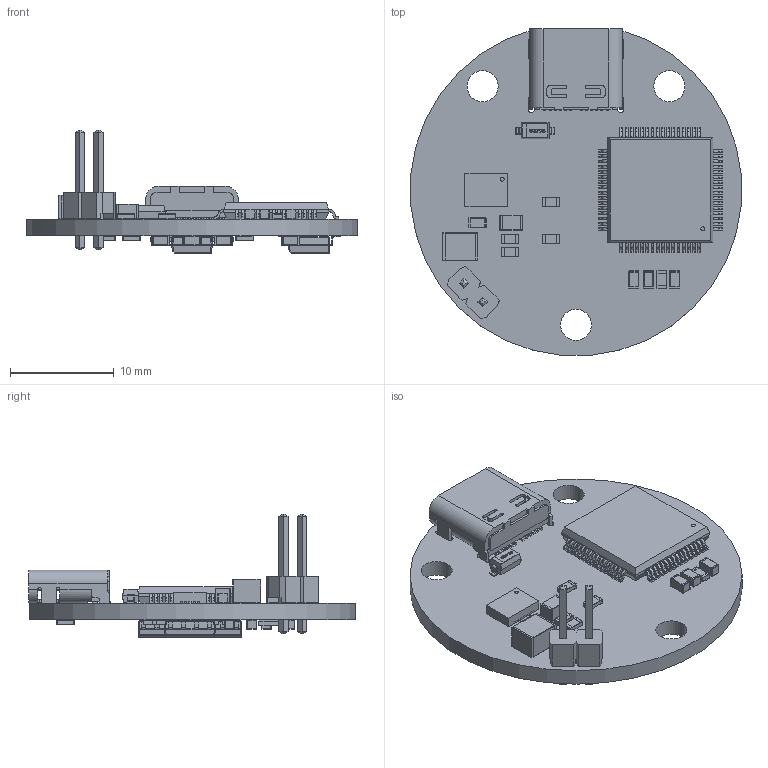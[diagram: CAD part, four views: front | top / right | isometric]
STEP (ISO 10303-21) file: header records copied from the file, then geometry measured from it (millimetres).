
FILE_DESCRIPTION(('Open CASCADE Model'),'2;1');
FILE_NAME('Open CASCADE Shape Model','2024-03-24T02:05:59',('Author'),( 'Open CASCADE'),'Open CASCADE STEP processor 7.5','Open CASCADE 7.5' ,'Unknown');
FILE_SCHEMA(('AUTOMOTIVE_DESIGN { 1 0 10303 214 1 1 1 1 }'));
Length unit declared in the file: millimetre
Products named in the file (100): PCB; Board; Open CASCADE STEP translator 7.5 19.1.1; R17; RESC0603X05L; 1081817352; Mid_Body; Terminal; Open_CASCADE_STEP_translator_6.8_9.2.1; Mark; R16; R6; R4; R1; X1; 61300211121_Download_STP_61300211121_rev1; 61300211121; 6130xx11121_PIN; V3; 6102471456; Extruded; 6102471296; R3; R2; D2; 6355156464; Open CASCADE STEP translator 6.8 6.1; Body; Open CASCADE STEP translator 6.8 6.2.1; Leader; C1; CAPC0603X09L; 1449441080; Open_CASCADE_STEP_translator_6.8_10.1.1; Open_CASCADE_STEP_translator_6.8_10.1.2; Open_CASCADE_STEP_translator_6.8_10.2.1; C6; X5; 1054500101; Open CASCADE STEP translator 7.5 19.14.1.1 ...
Assembly tree (196 placements, depth 6):
  PCB
    Board
      Open CASCADE STEP translator 7.5 19.1.1
    R17
      RESC0603X05L
      RESC0603X05L
        1081817352
          Mid_Body
          Terminal  x2
            Open_CASCADE_STEP_translator_6.8_9.2.1
          Mark
    R16
      RESC0603X05L
      RESC0603X05L
        1081817352
          Mid_Body
          Terminal  x2
            Open_CASCADE_STEP_translator_6.8_9.2.1
          Mark
    R6
      RESC0603X05L
      RESC0603X05L
        1081817352
          Mid_Body
          Terminal  x2
            Open_CASCADE_STEP_translator_6.8_9.2.1
          Mark
    R4
      RESC0603X05L
      RESC0603X05L
        1081817352
          Mid_Body
          Terminal  x2
            Open_CASCADE_STEP_translator_6.8_9.2.1
          Mark
    R1
      RESC0603X05L
      RESC0603X05L
        1081817352
          Mid_Body
          Terminal  x2
            Open_CASCADE_STEP_translator_6.8_9.2.1
          Mark
    X1
      61300211121_Download_STP_61300211121_rev1
        61300211121
        6130xx11121_PIN  x2
    V3
      6102471456
        Extruded
      6102471296
        Extruded
    R3
      RESC0603X05L
      RESC0603X05L
        1081817352
          Mid_Body
          Terminal  x2
            Open_CASCADE_STEP_translator_6.8_9.2.1
          Mark
Bounding box: 31.88 x 31.49 x 11.91 mm (x, y, z)
Volume: 1727.9 mm3; surface area: 3406 mm2
Topology: 229 solids, 232 shells, 3613 faces, 8622 edges, 5500 vertices
Faces by surface type: plane 2603, cylinder 837, sphere 112, bspline 53, torus 8
Full cylindrical faces by diameter (mm): 0.388 x1, 0.404 x1, 0.487 x1, 0.5 x1, 1.1 x2, 3 x3
Entity records: 71013 total; most frequent: CARTESIAN_POINT 13075, DIRECTION 9849, ORIENTED_EDGE 9521, EDGE_CURVE 4762, LINE 3513, VECTOR 3513, AXIS2_PLACEMENT_3D 3168, VERTEX_POINT 3084
